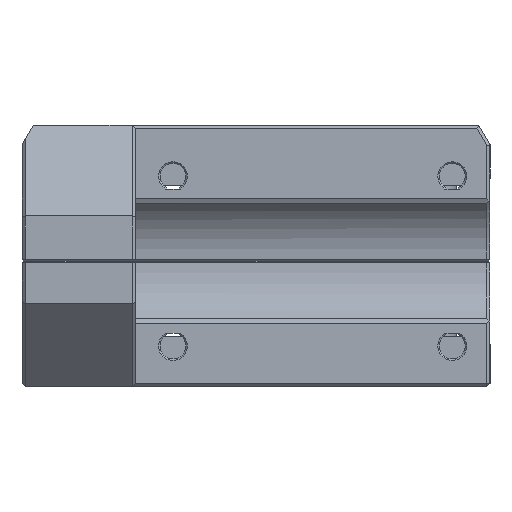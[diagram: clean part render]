
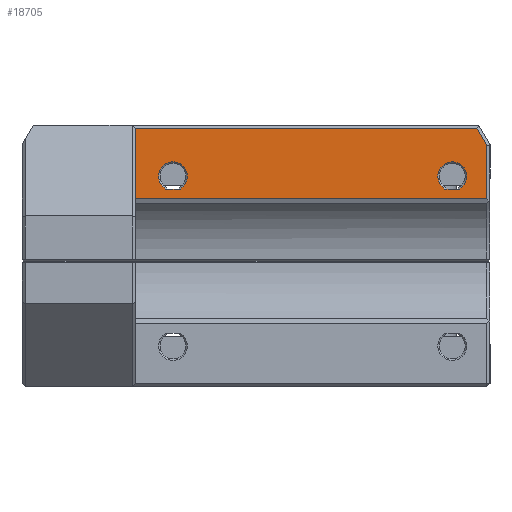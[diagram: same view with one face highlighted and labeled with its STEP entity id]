
A CAD part, left-side view. The second image highlights one B-rep face of the part: STEP entity #18705.
In plain terms, the highlighted planar face has unit normal (-1, 0, 0).
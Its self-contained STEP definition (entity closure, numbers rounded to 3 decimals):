
#53=(
BOUNDED_CURVE()
B_SPLINE_CURVE(2,(#26851,#26852,#26853),.UNSPECIFIED.,.F.,.F.)
B_SPLINE_CURVE_WITH_KNOTS((3,3),(-3.139,-3.114),
 .UNSPECIFIED.)
CURVE()
GEOMETRIC_REPRESENTATION_ITEM()
RATIONAL_B_SPLINE_CURVE((4.05,4.041,4.032))
REPRESENTATION_ITEM('')
);
#407=FACE_BOUND('',#2608,.T.);
#408=FACE_BOUND('',#2609,.T.);
#643=PLANE('',#19941);
#1479=FACE_OUTER_BOUND('',#2607,.T.);
#2607=EDGE_LOOP('',(#13845,#13846,#13847,#13848,#13849,#13850));
#2608=EDGE_LOOP('',(#13851,#13852,#13853,#13854));
#2609=EDGE_LOOP('',(#13855,#13856,#13857,#13858));
#3639=LINE('',#26707,#5737);
#3641=LINE('',#26711,#5739);
#3663=LINE('',#26839,#5761);
#3969=LINE('',#27897,#6067);
#3972=LINE('',#27908,#6070);
#3981=LINE('',#27925,#6079);
#3984=LINE('',#27936,#6082);
#4024=LINE('',#28025,#6122);
#4026=LINE('',#28028,#6124);
#4027=LINE('',#28029,#6125);
#4028=LINE('',#28030,#6126);
#5737=VECTOR('',#21386,10.);
#5739=VECTOR('',#21390,10.);
#5761=VECTOR('',#21432,10.);
#6067=VECTOR('',#22204,10.);
#6070=VECTOR('',#22215,10.);
#6079=VECTOR('',#22232,10.);
#6082=VECTOR('',#22243,10.);
#6122=VECTOR('',#22349,10.);
#6124=VECTOR('',#22353,10.);
#6125=VECTOR('',#22354,10.);
#6126=VECTOR('',#22355,10.);
#7860=CIRCLE('',#19897,1.9);
#7862=CIRCLE('',#19905,1.9);
#8312=VERTEX_POINT('',#26701);
#8314=VERTEX_POINT('',#26705);
#8315=VERTEX_POINT('',#26709);
#8335=VERTEX_POINT('',#26837);
#8338=VERTEX_POINT('',#26846);
#8624=VERTEX_POINT('',#27890);
#8627=VERTEX_POINT('',#27895);
#8629=VERTEX_POINT('',#27900);
#8631=VERTEX_POINT('',#27906);
#8632=VERTEX_POINT('',#27918);
#8635=VERTEX_POINT('',#27923);
#8637=VERTEX_POINT('',#27928);
#8639=VERTEX_POINT('',#27934);
#8655=VERTEX_POINT('',#28024);
#10053=EDGE_CURVE('',#8314,#8312,#3639,.T.);
#10055=EDGE_CURVE('',#8315,#8314,#3641,.T.);
#10086=EDGE_CURVE('',#8335,#8315,#3663,.T.);
#10091=EDGE_CURVE('',#8338,#8335,#53,.T.);
#10517=EDGE_CURVE('',#8627,#8624,#3969,.T.);
#10519=EDGE_CURVE('',#8629,#8627,#7860,.T.);
#10522=EDGE_CURVE('',#8631,#8629,#3972,.T.);
#10531=EDGE_CURVE('',#8635,#8632,#3981,.T.);
#10533=EDGE_CURVE('',#8637,#8635,#7862,.T.);
#10536=EDGE_CURVE('',#8639,#8637,#3984,.T.);
#10582=EDGE_CURVE('',#8312,#8655,#4024,.T.);
#10584=EDGE_CURVE('',#8655,#8338,#4026,.T.);
#10585=EDGE_CURVE('',#8631,#8624,#4027,.T.);
#10586=EDGE_CURVE('',#8639,#8632,#4028,.T.);
#13845=ORIENTED_EDGE('',*,*,#10053,.F.);
#13846=ORIENTED_EDGE('',*,*,#10055,.F.);
#13847=ORIENTED_EDGE('',*,*,#10086,.F.);
#13848=ORIENTED_EDGE('',*,*,#10091,.F.);
#13849=ORIENTED_EDGE('',*,*,#10584,.F.);
#13850=ORIENTED_EDGE('',*,*,#10582,.F.);
#13851=ORIENTED_EDGE('',*,*,#10585,.T.);
#13852=ORIENTED_EDGE('',*,*,#10517,.F.);
#13853=ORIENTED_EDGE('',*,*,#10519,.F.);
#13854=ORIENTED_EDGE('',*,*,#10522,.F.);
#13855=ORIENTED_EDGE('',*,*,#10586,.T.);
#13856=ORIENTED_EDGE('',*,*,#10531,.F.);
#13857=ORIENTED_EDGE('',*,*,#10533,.F.);
#13858=ORIENTED_EDGE('',*,*,#10536,.F.);
#18705=ADVANCED_FACE('',(#1479,#407,#408),#643,.T.);
#19897=AXIS2_PLACEMENT_3D('',#27902,#22208,#22209);
#19905=AXIS2_PLACEMENT_3D('',#27930,#22236,#22237);
#19941=AXIS2_PLACEMENT_3D('',#28027,#22351,#22352);
#21386=DIRECTION('',(0.,-0.5,-0.866));
#21390=DIRECTION('',(0.,-1.,0.));
#21432=DIRECTION('',(0.,0.,1.));
#22204=DIRECTION('',(0.,-0.707,-0.707));
#22208=DIRECTION('center_axis',(-1.,0.,0.));
#22209=DIRECTION('ref_axis',(0.,1.,0.));
#22215=DIRECTION('',(0.,-0.707,0.707));
#22232=DIRECTION('',(0.,-0.707,-0.707));
#22236=DIRECTION('center_axis',(-1.,0.,0.));
#22237=DIRECTION('ref_axis',(0.,1.,0.));
#22243=DIRECTION('',(0.,-0.707,0.707));
#22349=DIRECTION('',(0.,0.,-1.));
#22351=DIRECTION('center_axis',(-1.,0.,0.));
#22352=DIRECTION('ref_axis',(0.,-1.,0.));
#22353=DIRECTION('',(0.,1.,0.));
#22354=DIRECTION('',(0.,1.,0.));
#22355=DIRECTION('',(0.,1.,0.));
#26701=CARTESIAN_POINT('',(-36.5,-35.98,30.295));
#26705=CARTESIAN_POINT('',(-36.5,-34.649,32.6));
#26707=CARTESIAN_POINT('',(-36.5,-36.366,29.627));
#26709=CARTESIAN_POINT('',(-36.5,10.62,32.6));
#26711=CARTESIAN_POINT('',(-36.5,2.62,32.6));
#26837=CARTESIAN_POINT('',(-36.5,10.62,23.352));
#26839=CARTESIAN_POINT('',(-36.5,10.62,0.));
#26846=CARTESIAN_POINT('',(-36.5,10.69,23.268));
#26851=CARTESIAN_POINT('Ctrl Pts',(-36.5,10.69,23.268));
#26852=CARTESIAN_POINT('Ctrl Pts',(-36.5,10.655,23.31));
#26853=CARTESIAN_POINT('Ctrl Pts',(-36.5,10.62,23.352));
#27890=CARTESIAN_POINT('',(-36.5,6.607,24.55));
#27895=CARTESIAN_POINT('',(-36.5,6.964,24.906));
#27897=CARTESIAN_POINT('',(-36.5,1.402,19.345));
#27900=CARTESIAN_POINT('',(-36.5,4.276,24.906));
#27902=CARTESIAN_POINT('Origin',(-36.5,5.62,26.25));
#27906=CARTESIAN_POINT('',(-36.5,4.633,24.55));
#27908=CARTESIAN_POINT('',(-36.5,12.089,17.094));
#27918=CARTESIAN_POINT('',(-36.5,-30.393,24.55));
#27923=CARTESIAN_POINT('',(-36.5,-30.036,24.906));
#27925=CARTESIAN_POINT('',(-36.5,-26.348,28.595));
#27928=CARTESIAN_POINT('',(-36.5,-32.724,24.906));
#27930=CARTESIAN_POINT('Origin',(-36.5,-31.38,26.25));
#27934=CARTESIAN_POINT('',(-36.5,-32.367,24.55));
#27936=CARTESIAN_POINT('',(-36.5,-15.661,7.844));
#28024=CARTESIAN_POINT('',(-36.5,-35.98,23.268));
#28025=CARTESIAN_POINT('',(-36.5,-35.98,0.));
#28027=CARTESIAN_POINT('Origin',(-36.5,10.62,0.));
#28028=CARTESIAN_POINT('',(-36.5,-5.38,23.268));
#28029=CARTESIAN_POINT('',(-36.5,7.768,24.55));
#28030=CARTESIAN_POINT('',(-36.5,-10.732,24.55));
